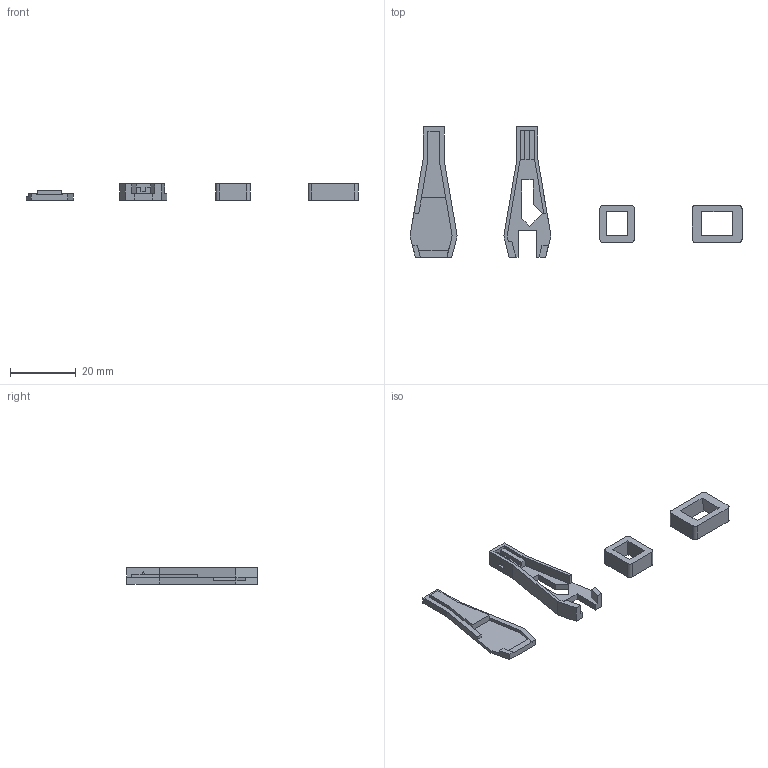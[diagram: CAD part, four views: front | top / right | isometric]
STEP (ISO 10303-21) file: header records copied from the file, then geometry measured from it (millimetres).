
FILE_DESCRIPTION(/* description */ (''),/* implementation_level */ '2;1');
FILE_NAME(/* name */ '5f7e83bd462bb00ed619a7d7',/* time_stamp */ '2020-10-08T03:13:01+00:00',/* author */ (''),/* organization */ (''),/* preprocessor_version */ 'ST-DEVELOPER v16.7',/* originating_system */ $,/* authorisation */ $);
FILE_SCHEMA (('AUTOMOTIVE_DESIGN {1 0 10303 214 3 1 1}'));
Length unit declared in the file: metre
Products named in the file (4): SP10 Case Large Strap; SP10 Case Small Strap; SP10 Case Top; SP10 Case Bottom
Bounding box: 100.82 x 39.62 x 5 mm (x, y, z)
Volume: 2385.5 mm3; surface area: 3503.7 mm2
Topology: 4 solids, 4 shells, 106 faces, 281 edges, 186 vertices
Faces by surface type: plane 98, cylinder 8
Entity records: 3349 total; most frequent: CARTESIAN_POINT 577, ORIENTED_EDGE 562, DIRECTION 517, EDGE_CURVE 281, LINE 265, VECTOR 265, VERTEX_POINT 186, AXIS2_PLACEMENT_3D 126
